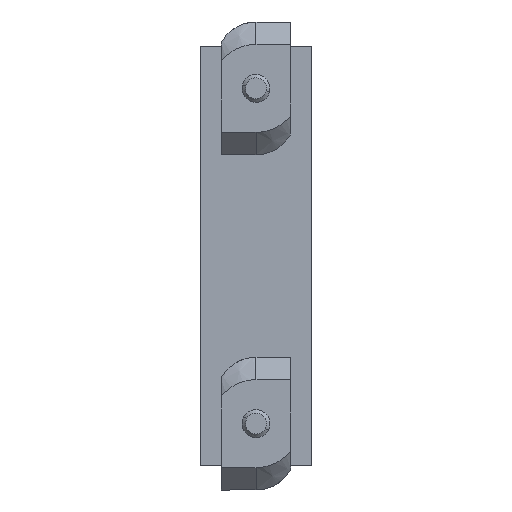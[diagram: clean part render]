
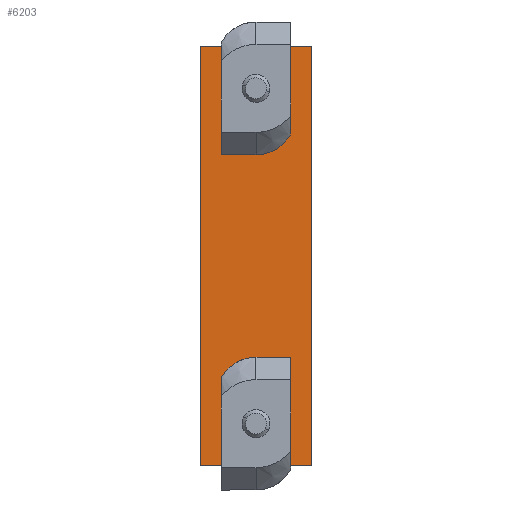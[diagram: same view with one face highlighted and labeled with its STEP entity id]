
A CAD part, left-side view. The second image highlights one B-rep face of the part: STEP entity #6203.
In plain terms, the highlighted planar face has unit normal (-1, 0, 0).
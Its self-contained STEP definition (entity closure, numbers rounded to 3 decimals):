
#36 = ORIENTED_EDGE ( 'NONE', *, *, #4463, .T. ) ;
#415 = CARTESIAN_POINT ( 'NONE',  ( -5., 8., -30. ) ) ;
#488 = FACE_OUTER_BOUND ( 'NONE', #3746, .T. ) ;
#546 = LINE ( 'NONE', #4883, #1800 ) ;
#645 = ORIENTED_EDGE ( 'NONE', *, *, #6449, .F. ) ;
#667 = CARTESIAN_POINT ( 'NONE',  ( -5., 8., -30. ) ) ;
#759 = AXIS2_PLACEMENT_3D ( 'NONE', #5009, #1875, #5541 ) ;
#791 = ORIENTED_EDGE ( 'NONE', *, *, #3860, .T. ) ;
#808 = CIRCLE ( 'NONE', #1483, 2.45 ) ;
#851 = DIRECTION ( 'NONE',  ( 0., -1., 0. ) ) ;
#905 = CARTESIAN_POINT ( 'NONE',  ( -5., 0., 24. ) ) ;
#943 = ORIENTED_EDGE ( 'NONE', *, *, #2355, .T. ) ;
#962 = DIRECTION ( 'NONE',  ( 1., 0., 0. ) ) ;
#981 = CARTESIAN_POINT ( 'NONE',  ( -5., -8., -30. ) ) ;
#1071 = CARTESIAN_POINT ( 'NONE',  ( -5., 0., 21.55 ) ) ;
#1086 = EDGE_LOOP ( 'NONE', ( #1527, #791 ) ) ;
#1110 = AXIS2_PLACEMENT_3D ( 'NONE', #415, #962, #4670 ) ;
#1123 = CARTESIAN_POINT ( 'NONE',  ( -5., 0., -24. ) ) ;
#1169 = VERTEX_POINT ( 'NONE', #4121 ) ;
#1238 = VERTEX_POINT ( 'NONE', #981 ) ;
#1442 = DIRECTION ( 'NONE',  ( 0., 0., -1. ) ) ;
#1483 = AXIS2_PLACEMENT_3D ( 'NONE', #1123, #4830, #1682 ) ;
#1486 = DIRECTION ( 'NONE',  ( 0., -1., 0. ) ) ;
#1527 = ORIENTED_EDGE ( 'NONE', *, *, #5750, .T. ) ;
#1621 = ORIENTED_EDGE ( 'NONE', *, *, #4116, .T. ) ;
#1622 = VECTOR ( 'NONE', #2370, 1000. ) ;
#1682 = DIRECTION ( 'NONE',  ( 0., 0., -1. ) ) ;
#1800 = VECTOR ( 'NONE', #851, 1000. ) ;
#1875 = DIRECTION ( 'NONE',  ( 1., 0., 0. ) ) ;
#1966 = VECTOR ( 'NONE', #4355, 1000. ) ;
#1982 = AXIS2_PLACEMENT_3D ( 'NONE', #6214, #3027, #6745 ) ;
#2355 = EDGE_CURVE ( 'NONE', #2687, #6734, #5588, .T. ) ;
#2370 = DIRECTION ( 'NONE',  ( 0., 0., 1. ) ) ;
#2411 = CARTESIAN_POINT ( 'NONE',  ( -5., 0., -26.45 ) ) ;
#2687 = VERTEX_POINT ( 'NONE', #2411 ) ;
#3027 = DIRECTION ( 'NONE',  ( 1., 0., 0. ) ) ;
#3061 = PLANE ( 'NONE',  #1110 ) ;
#3088 = VERTEX_POINT ( 'NONE', #1071 ) ;
#3374 = EDGE_CURVE ( 'NONE', #1238, #3546, #5842, .T. ) ;
#3435 = VECTOR ( 'NONE', #1486, 1000. ) ;
#3546 = VERTEX_POINT ( 'NONE', #4040 ) ;
#3746 = EDGE_LOOP ( 'NONE', ( #5818, #6189, #645, #36 ) ) ;
#3770 = CIRCLE ( 'NONE', #5394, 2.45 ) ;
#3860 = EDGE_CURVE ( 'NONE', #3088, #1169, #6524, .T. ) ;
#3918 = CARTESIAN_POINT ( 'NONE',  ( -5., -8., -30. ) ) ;
#4040 = CARTESIAN_POINT ( 'NONE',  ( -5., -8., 30. ) ) ;
#4116 = EDGE_CURVE ( 'NONE', #6734, #2687, #808, .T. ) ;
#4121 = CARTESIAN_POINT ( 'NONE',  ( -5., 0., 26.45 ) ) ;
#4355 = DIRECTION ( 'NONE',  ( 0., 0., 1. ) ) ;
#4463 = EDGE_CURVE ( 'NONE', #5937, #1238, #4700, .T. ) ;
#4524 = FACE_BOUND ( 'NONE', #1086, .T. ) ;
#4606 = DIRECTION ( 'NONE',  ( 1., 0., 0. ) ) ;
#4656 = CARTESIAN_POINT ( 'NONE',  ( -5., 8., -30. ) ) ;
#4670 = DIRECTION ( 'NONE',  ( 0., 0., -1. ) ) ;
#4700 = LINE ( 'NONE', #4656, #3435 ) ;
#4830 = DIRECTION ( 'NONE',  ( 1., 0., 0. ) ) ;
#4883 = CARTESIAN_POINT ( 'NONE',  ( -5., 8., 30. ) ) ;
#4918 = LINE ( 'NONE', #667, #1966 ) ;
#4938 = CARTESIAN_POINT ( 'NONE',  ( -5., 8., -30. ) ) ;
#5009 = CARTESIAN_POINT ( 'NONE',  ( -5., 0., -24. ) ) ;
#5275 = CARTESIAN_POINT ( 'NONE',  ( -5., 0., -21.55 ) ) ;
#5394 = AXIS2_PLACEMENT_3D ( 'NONE', #905, #4606, #1442 ) ;
#5541 = DIRECTION ( 'NONE',  ( 0., 0., -1. ) ) ;
#5588 = CIRCLE ( 'NONE', #759, 2.45 ) ;
#5750 = EDGE_CURVE ( 'NONE', #1169, #3088, #3770, .T. ) ;
#5818 = ORIENTED_EDGE ( 'NONE', *, *, #3374, .T. ) ;
#5842 = LINE ( 'NONE', #3918, #1622 ) ;
#5937 = VERTEX_POINT ( 'NONE', #4938 ) ;
#5941 = CARTESIAN_POINT ( 'NONE',  ( -5., 8., 30. ) ) ;
#5944 = FACE_BOUND ( 'NONE', #6738, .T. ) ;
#6189 = ORIENTED_EDGE ( 'NONE', *, *, #6473, .F. ) ;
#6203 = ADVANCED_FACE ( 'NONE', ( #5944, #4524, #488 ), #3061, .F. ) ;
#6214 = CARTESIAN_POINT ( 'NONE',  ( -5., 0., 24. ) ) ;
#6449 = EDGE_CURVE ( 'NONE', #5937, #6469, #4918, .T. ) ;
#6469 = VERTEX_POINT ( 'NONE', #5941 ) ;
#6473 = EDGE_CURVE ( 'NONE', #6469, #3546, #546, .T. ) ;
#6524 = CIRCLE ( 'NONE', #1982, 2.45 ) ;
#6734 = VERTEX_POINT ( 'NONE', #5275 ) ;
#6738 = EDGE_LOOP ( 'NONE', ( #1621, #943 ) ) ;
#6745 = DIRECTION ( 'NONE',  ( 0., 0., -1. ) ) ;
